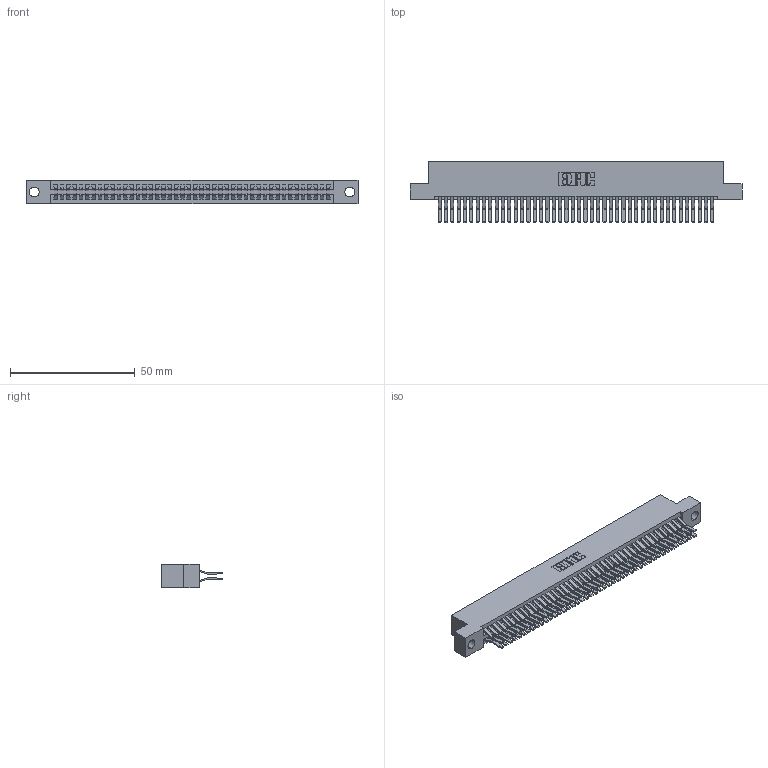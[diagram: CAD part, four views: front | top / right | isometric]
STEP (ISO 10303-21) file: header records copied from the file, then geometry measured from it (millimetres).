
FILE_DESCRIPTION (( 'STEP AP203' ), '1' );
FILE_NAME ('345-088-560-204.STEP', '2018-10-04T15:23:35', ( '' ), ( '' ), 'SwSTEP 2.0', 'SolidWorks 2016', '' );
FILE_SCHEMA (( 'CONFIG_CONTROL_DESIGN' ));
Length unit declared in the file: inch
Products named in the file (3): 345-292-001_560 Tail; 345-088-560-204; 345 Part_Flush Mounting Lugs - 0.156 Dia-TH
Assembly tree (89 placements, depth 2):
  345-088-560-204
    345 Part_Flush Mounting Lugs - 0.156 Dia-TH
    345-292-001_560 Tail  x88
Bounding box: 132.97 x 24.45 x 9.4 mm (x, y, z)
Volume: 13424.3 mm3; surface area: 21180.7 mm2
Topology: 89 solids, 89 shells, 4702 faces, 13981 edges, 9202 vertices
Faces by surface type: plane 2984, cylinder 1718
Entity records: 34345 total; most frequent: CARTESIAN_POINT 5756, ORIENTED_EDGE 5690, DIRECTION 5077, EDGE_CURVE 2845, LINE 2533, VECTOR 2533, VERTEX_POINT 1894, AXIS2_PLACEMENT_3D 1272
